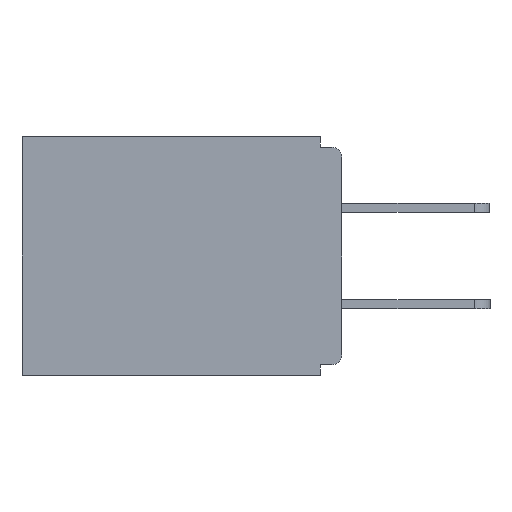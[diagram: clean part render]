
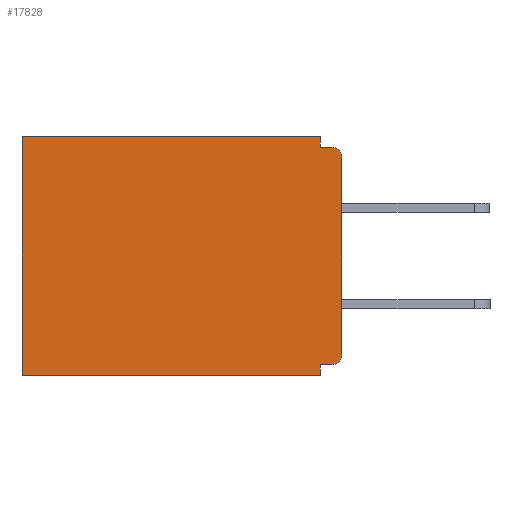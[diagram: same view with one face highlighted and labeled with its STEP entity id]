
A CAD part, left-side view. The second image highlights one B-rep face of the part: STEP entity #17828.
In plain terms, the highlighted planar face has unit normal (-1, 0, 0).
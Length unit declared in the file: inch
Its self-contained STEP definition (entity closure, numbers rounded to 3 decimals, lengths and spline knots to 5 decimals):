
#363 = VECTOR ( 'NONE', #12239, 39.37008 ) ;
#787 = VERTEX_POINT ( 'NONE', #17807 ) ;
#1104 = EDGE_CURVE ( 'NONE', #9289, #17784, #3285, .T. ) ;
#1695 = CARTESIAN_POINT ( 'NONE',  ( 0.298, 0., 0. ) ) ;
#2165 = VECTOR ( 'NONE', #4147, 39.37008 ) ;
#2691 = CARTESIAN_POINT ( 'NONE',  ( 0.298, 0., 0. ) ) ;
#2731 = VERTEX_POINT ( 'NONE', #14484 ) ;
#2804 = CARTESIAN_POINT ( 'NONE',  ( 0.298, 0., -0.015 ) ) ;
#3001 = EDGE_CURVE ( 'NONE', #787, #5551, #9527, .T. ) ;
#3059 = EDGE_CURVE ( 'NONE', #17210, #2731, #8867, .T. ) ;
#3210 = ORIENTED_EDGE ( 'NONE', *, *, #4377, .T. ) ;
#3271 = VECTOR ( 'NONE', #4901, 39.37008 ) ;
#3285 = LINE ( 'NONE', #2804, #2165 ) ;
#3314 = CARTESIAN_POINT ( 'NONE',  ( 0.298, 0.031, -0.343 ) ) ;
#3505 = DIRECTION ( 'NONE',  ( 0., 0., -1. ) ) ;
#3849 = CARTESIAN_POINT ( 'NONE',  ( 0.298, 0.015, -0.03 ) ) ;
#4001 = ORIENTED_EDGE ( 'NONE', *, *, #17319, .T. ) ;
#4016 = AXIS2_PLACEMENT_3D ( 'NONE', #11339, #5778, #9727 ) ;
#4147 = DIRECTION ( 'NONE',  ( 0., -1., 0. ) ) ;
#4377 = EDGE_CURVE ( 'NONE', #4776, #17784, #10324, .T. ) ;
#4776 = VERTEX_POINT ( 'NONE', #15332 ) ;
#4901 = DIRECTION ( 'NONE',  ( 0., 0., -1. ) ) ;
#5551 = VERTEX_POINT ( 'NONE', #10708 ) ;
#5641 = DIRECTION ( 'NONE',  ( 0., 1., 0. ) ) ;
#5775 = VECTOR ( 'NONE', #16828, 39.37008 ) ;
#5778 = DIRECTION ( 'NONE',  ( -1., 0., 0. ) ) ;
#6038 = EDGE_CURVE ( 'NONE', #787, #9289, #10066, .T. ) ;
#6510 = CIRCLE ( 'NONE', #4016, 0.015 ) ;
#6828 = ORIENTED_EDGE ( 'NONE', *, *, #3001, .T. ) ;
#7339 = VECTOR ( 'NONE', #10380, 39.37008 ) ;
#7572 = DIRECTION ( 'NONE',  ( 0., 1., 0. ) ) ;
#8080 = LINE ( 'NONE', #17269, #17723 ) ;
#8413 = EDGE_CURVE ( 'NONE', #4776, #15937, #12083, .T. ) ;
#8867 = LINE ( 'NONE', #15227, #15222 ) ;
#9010 = PLANE ( 'NONE',  #12808 ) ;
#9056 = CARTESIAN_POINT ( 'NONE',  ( 0.298, 0.46, 0. ) ) ;
#9289 = VERTEX_POINT ( 'NONE', #12167 ) ;
#9430 = CARTESIAN_POINT ( 'NONE',  ( 0.298, 0.031, -0.343 ) ) ;
#9527 = LINE ( 'NONE', #2691, #5775 ) ;
#9727 = DIRECTION ( 'NONE',  ( 0., 0., -1. ) ) ;
#10066 = LINE ( 'NONE', #9430, #363 ) ;
#10136 = CARTESIAN_POINT ( 'NONE',  ( 0.298, 0., 0. ) ) ;
#10324 = CIRCLE ( 'NONE', #18034, 0.015 ) ;
#10380 = DIRECTION ( 'NONE',  ( 0., 0., -1. ) ) ;
#10418 = EDGE_CURVE ( 'NONE', #12471, #16391, #8080, .T. ) ;
#10481 = EDGE_CURVE ( 'NONE', #12471, #15937, #6510, .T. ) ;
#10708 = CARTESIAN_POINT ( 'NONE',  ( 0.298, 0.46, 0. ) ) ;
#10729 = CARTESIAN_POINT ( 'NONE',  ( 0.298, 0.031, -0.328 ) ) ;
#10974 = CARTESIAN_POINT ( 'NONE',  ( 0.298, 0.015, -0.328 ) ) ;
#11339 = CARTESIAN_POINT ( 'NONE',  ( 0.298, 0.015, -0.313 ) ) ;
#11793 = ORIENTED_EDGE ( 'NONE', *, *, #1104, .F. ) ;
#12009 = EDGE_CURVE ( 'NONE', #16391, #17210, #15264, .T. ) ;
#12083 = LINE ( 'NONE', #10136, #15839 ) ;
#12167 = CARTESIAN_POINT ( 'NONE',  ( 0.298, 0.031, -0.015 ) ) ;
#12239 = DIRECTION ( 'NONE',  ( 0., 0., -1. ) ) ;
#12471 = VERTEX_POINT ( 'NONE', #10974 ) ;
#12808 = AXIS2_PLACEMENT_3D ( 'NONE', #1695, #14800, #3505 ) ;
#12933 = LINE ( 'NONE', #9056, #3271 ) ;
#13625 = DIRECTION ( 'NONE',  ( -1., 0., 0. ) ) ;
#13684 = DIRECTION ( 'NONE',  ( 0., 0., -1. ) ) ;
#13863 = ORIENTED_EDGE ( 'NONE', *, *, #8413, .F. ) ;
#14484 = CARTESIAN_POINT ( 'NONE',  ( 0.298, 0.46, -0.343 ) ) ;
#14560 = CARTESIAN_POINT ( 'NONE',  ( 0.298, 0.015, -0.015 ) ) ;
#14613 = CARTESIAN_POINT ( 'NONE',  ( 0.298, 0.031, -0.343 ) ) ;
#14696 = ORIENTED_EDGE ( 'NONE', *, *, #3059, .F. ) ;
#14800 = DIRECTION ( 'NONE',  ( 1., 0., 0. ) ) ;
#14857 = FACE_OUTER_BOUND ( 'NONE', #17272, .T. ) ;
#14891 = ORIENTED_EDGE ( 'NONE', *, *, #10481, .T. ) ;
#15222 = VECTOR ( 'NONE', #5641, 39.37008 ) ;
#15227 = CARTESIAN_POINT ( 'NONE',  ( 0.298, 0., -0.343 ) ) ;
#15264 = LINE ( 'NONE', #3314, #7339 ) ;
#15332 = CARTESIAN_POINT ( 'NONE',  ( 0.298, 0., -0.03 ) ) ;
#15839 = VECTOR ( 'NONE', #17061, 39.37008 ) ;
#15937 = VERTEX_POINT ( 'NONE', #18025 ) ;
#16391 = VERTEX_POINT ( 'NONE', #10729 ) ;
#16828 = DIRECTION ( 'NONE',  ( 0., 1., 0. ) ) ;
#17061 = DIRECTION ( 'NONE',  ( 0., 0., -1. ) ) ;
#17210 = VERTEX_POINT ( 'NONE', #14613 ) ;
#17269 = CARTESIAN_POINT ( 'NONE',  ( 0.298, 0., -0.328 ) ) ;
#17272 = EDGE_LOOP ( 'NONE', ( #3210, #11793, #17781, #6828, #4001, #14696, #17695, #17867, #14891, #13863 ) ) ;
#17319 = EDGE_CURVE ( 'NONE', #5551, #2731, #12933, .T. ) ;
#17695 = ORIENTED_EDGE ( 'NONE', *, *, #12009, .F. ) ;
#17723 = VECTOR ( 'NONE', #7572, 39.37008 ) ;
#17781 = ORIENTED_EDGE ( 'NONE', *, *, #6038, .F. ) ;
#17784 = VERTEX_POINT ( 'NONE', #14560 ) ;
#17807 = CARTESIAN_POINT ( 'NONE',  ( 0.298, 0.031, 0. ) ) ;
#17828 = ADVANCED_FACE ( 'NONE', ( #14857 ), #9010, .F. ) ;
#17867 = ORIENTED_EDGE ( 'NONE', *, *, #10418, .F. ) ;
#18025 = CARTESIAN_POINT ( 'NONE',  ( 0.298, 0., -0.313 ) ) ;
#18034 = AXIS2_PLACEMENT_3D ( 'NONE', #3849, #13625, #13684 ) ;
